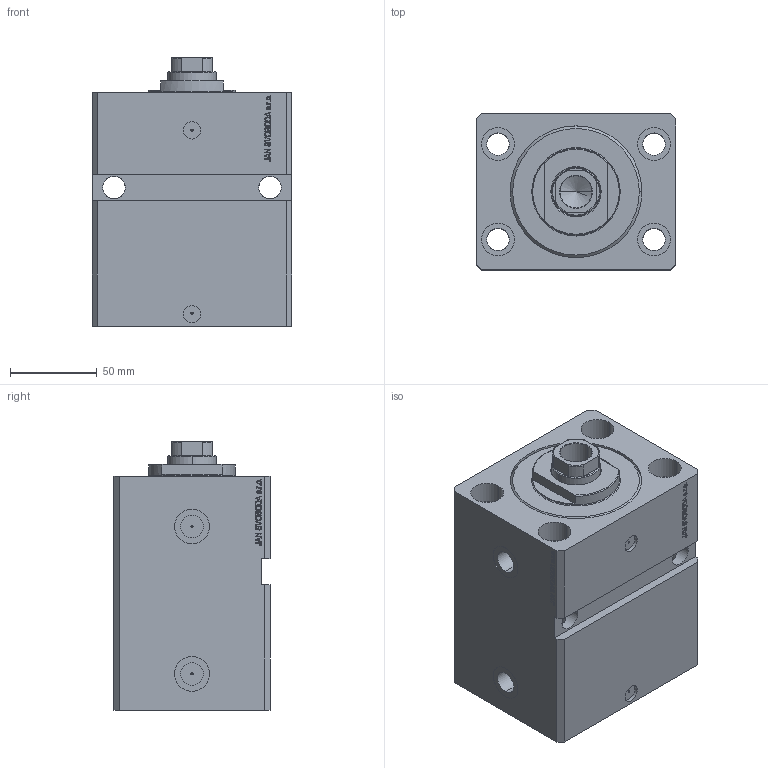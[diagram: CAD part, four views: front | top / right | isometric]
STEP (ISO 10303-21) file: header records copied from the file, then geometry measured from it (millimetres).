
FILE_DESCRIPTION (( 'STEP AP203' ), '1' );
FILE_NAME ('5ab7.STEP', '2022-04-09T13:28:29', ( '' ), ( '' ), 'SwSTEP 2.0', 'SolidWorks 2019', '' );
FILE_SCHEMA (( 'CONFIG_CONTROL_DESIGN' ));
Length unit declared in the file: millimetre
Products named in the file (4): V250CE_VC_E ad3cce2aaac6b8955d95b3b78a16c1af; 5ab7; V250CE_E_Body ad3cce2aaac6b8955d95b3b78a16c1af; V250CE_C_VCP ad3cce2aaac6b8955d95b3b78a16c1af
Assembly tree (3 placements, depth 2):
  5ab7
    V250CE_E_Body ad3cce2aaac6b8955d95b3b78a16c1af
    V250CE_C_VCP ad3cce2aaac6b8955d95b3b78a16c1af
    V250CE_VC_E ad3cce2aaac6b8955d95b3b78a16c1af
Bounding box: 115 x 90 x 154.9 mm (x, y, z)
Volume: 1161916.2 mm3; surface area: 172308.8 mm2
Topology: 3 solids, 3 shells, 937 faces, 2414 edges, 1587 vertices
Faces by surface type: plane 467, bspline 368, cylinder 84, cone 12, torus 6
Entity records: 45924 total; most frequent: CARTESIAN_POINT 25118, ORIENTED_EDGE 4824, DIRECTION 2948, EDGE_CURVE 2412, VERTEX_POINT 1587, LINE 1486, VECTOR 1486, EDGE_LOOP 1071
